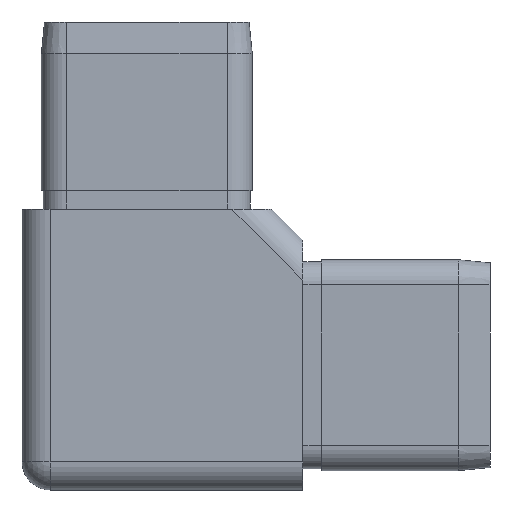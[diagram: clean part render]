
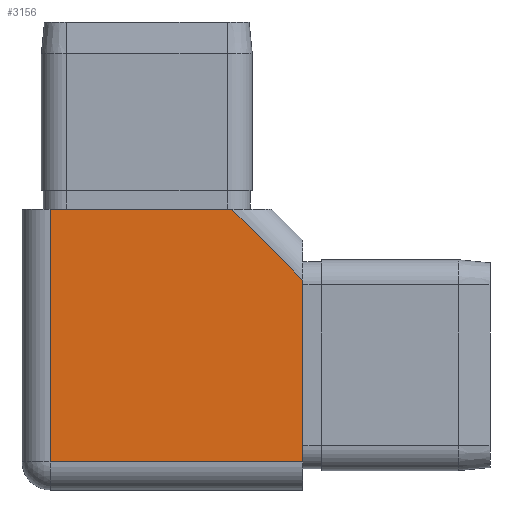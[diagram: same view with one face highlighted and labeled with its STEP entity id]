
A CAD part, left-side view. The second image highlights one B-rep face of the part: STEP entity #3156.
In plain terms, the highlighted planar face has unit normal (-1, 0, 0).
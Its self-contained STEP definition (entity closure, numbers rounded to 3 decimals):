
#168 = EDGE_LOOP ( 'NONE', ( #13259, #5050, #6658, #20694, #21423 ) ) ;
#259 = CARTESIAN_POINT ( 'NONE',  ( -20., 18., 22.5 ) ) ;
#755 = VECTOR ( 'NONE', #18393, 1000. ) ;
#2687 = PLANE ( 'NONE',  #18594 ) ;
#3156 = ADVANCED_FACE ( 'NONE', ( #17671 ), #2687, .F. ) ;
#4146 = CARTESIAN_POINT ( 'NONE',  ( -20., -11.136, 22.5 ) ) ;
#4399 = EDGE_CURVE ( 'NONE', #16882, #22387, #10795, .T. ) ;
#4481 = DIRECTION ( 'NONE',  ( 0., -1., 0. ) ) ;
#5050 = ORIENTED_EDGE ( 'NONE', *, *, #4399, .T. ) ;
#5454 = VERTEX_POINT ( 'NONE', #10265 ) ;
#6279 = VERTEX_POINT ( 'NONE', #11954 ) ;
#6658 = ORIENTED_EDGE ( 'NONE', *, *, #20326, .F. ) ;
#7436 = CARTESIAN_POINT ( 'NONE',  ( -20., 18., 22.5 ) ) ;
#7969 = DIRECTION ( 'NONE',  ( 0., 0., -1. ) ) ;
#10265 = CARTESIAN_POINT ( 'NONE',  ( -20., 18., -18. ) ) ;
#10795 = LINE ( 'NONE', #24150, #755 ) ;
#11440 = VECTOR ( 'NONE', #7969, 1000. ) ;
#11954 = CARTESIAN_POINT ( 'NONE',  ( -20., -22.5, -18. ) ) ;
#12875 = CARTESIAN_POINT ( 'NONE',  ( -20., 22.5, -18. ) ) ;
#13259 = ORIENTED_EDGE ( 'NONE', *, *, #13833, .F. ) ;
#13833 = EDGE_CURVE ( 'NONE', #16882, #6279, #22433, .T. ) ;
#13945 = CARTESIAN_POINT ( 'NONE',  ( -20., -22.5, 22.5 ) ) ;
#15050 = CARTESIAN_POINT ( 'NONE',  ( -20., 22.5, 22.5 ) ) ;
#16882 = VERTEX_POINT ( 'NONE', #21718 ) ;
#17311 = EDGE_CURVE ( 'NONE', #5454, #6279, #17710, .T. ) ;
#17671 = FACE_OUTER_BOUND ( 'NONE', #168, .T. ) ;
#17675 = VECTOR ( 'NONE', #19596, 1000. ) ;
#17710 = LINE ( 'NONE', #12875, #18355 ) ;
#17982 = LINE ( 'NONE', #7436, #17675 ) ;
#18355 = VECTOR ( 'NONE', #4481, 1000. ) ;
#18393 = DIRECTION ( 'NONE',  ( 0., 0.707, 0.707 ) ) ;
#18594 = AXIS2_PLACEMENT_3D ( 'NONE', #15050, #23608, #21256 ) ;
#18873 = VERTEX_POINT ( 'NONE', #259 ) ;
#19596 = DIRECTION ( 'NONE',  ( 0., 0., -1. ) ) ;
#20326 = EDGE_CURVE ( 'NONE', #18873, #22387, #24759, .T. ) ;
#20694 = ORIENTED_EDGE ( 'NONE', *, *, #26792, .T. ) ;
#21256 = DIRECTION ( 'NONE',  ( 0., 1., 0. ) ) ;
#21423 = ORIENTED_EDGE ( 'NONE', *, *, #17311, .T. ) ;
#21718 = CARTESIAN_POINT ( 'NONE',  ( -20., -22.5, 11.136 ) ) ;
#21830 = CARTESIAN_POINT ( 'NONE',  ( -20., 22.5, 22.5 ) ) ;
#22387 = VERTEX_POINT ( 'NONE', #4146 ) ;
#22433 = LINE ( 'NONE', #13945, #11440 ) ;
#23608 = DIRECTION ( 'NONE',  ( 1., 0., 0. ) ) ;
#24131 = VECTOR ( 'NONE', #25896, 1000. ) ;
#24150 = CARTESIAN_POINT ( 'NONE',  ( -20., -14.318, 19.318 ) ) ;
#24759 = LINE ( 'NONE', #21830, #24131 ) ;
#25896 = DIRECTION ( 'NONE',  ( 0., -1., 0. ) ) ;
#26792 = EDGE_CURVE ( 'NONE', #18873, #5454, #17982, .T. ) ;
